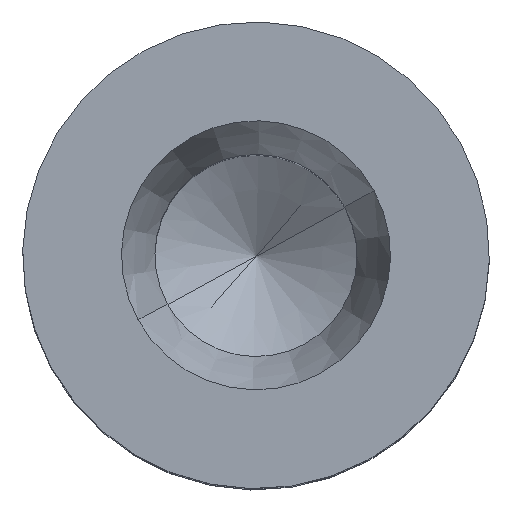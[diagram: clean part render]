
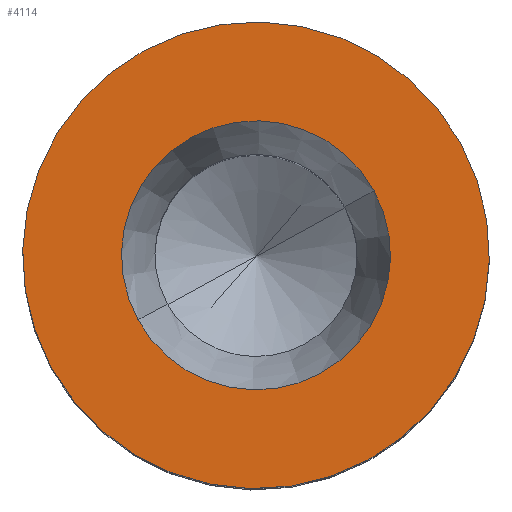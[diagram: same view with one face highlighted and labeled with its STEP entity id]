
A CAD part, top view. The second image highlights one B-rep face of the part: STEP entity #4114.
In plain terms, the highlighted planar face has unit normal (0, 0, 1).
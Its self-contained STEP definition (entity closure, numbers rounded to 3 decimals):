
#4051=AXIS2_PLACEMENT_3D('Circle Axis2P3D',#4049,#4050,$) ;
#4077=AXIS2_PLACEMENT_3D('Circle Axis2P3D',#4075,#4076,$) ;
#4090=AXIS2_PLACEMENT_3D('Plane Axis2P3D',#4087,#4088,#4089) ;
#4098=AXIS2_PLACEMENT_3D('Circle Axis2P3D',#4096,#4097,$) ;
#4107=AXIS2_PLACEMENT_3D('Circle Axis2P3D',#4105,#4106,$) ;
#4049=CARTESIAN_POINT('Axis2P3D Location',(6.35,6.35,37.5)) ;
#4053=CARTESIAN_POINT('Vertex',(11.923,9.394,37.5)) ;
#4055=CARTESIAN_POINT('Vertex',(0.777,3.306,37.5)) ;
#4075=CARTESIAN_POINT('Axis2P3D Location',(6.35,6.35,37.5)) ;
#4087=CARTESIAN_POINT('Axis2P3D Location',(10.01,6.35,37.5)) ;
#4096=CARTESIAN_POINT('Axis2P3D Location',(6.35,6.35,37.5)) ;
#4100=CARTESIAN_POINT('Vertex',(9.562,8.105,37.5)) ;
#4102=CARTESIAN_POINT('Vertex',(3.138,4.595,37.5)) ;
#4105=CARTESIAN_POINT('Axis2P3D Location',(6.35,6.35,37.5)) ;
#4050=DIRECTION('Axis2P3D Direction',(0.,-0.,1.)) ;
#4076=DIRECTION('Axis2P3D Direction',(0.,-0.,1.)) ;
#4088=DIRECTION('Axis2P3D Direction',(0.,0.,1.)) ;
#4089=DIRECTION('Axis2P3D XDirection',(-1.,0.,0.)) ;
#4097=DIRECTION('Axis2P3D Direction',(0.,0.,1.)) ;
#4106=DIRECTION('Axis2P3D Direction',(0.,0.,1.)) ;
#4093=ORIENTED_EDGE('',*,*,#4079,.T.) ;
#4094=ORIENTED_EDGE('',*,*,#4057,.T.) ;
#4111=ORIENTED_EDGE('',*,*,#4104,.F.) ;
#4112=ORIENTED_EDGE('',*,*,#4109,.F.) ;
#4113=FACE_BOUND('',#4110,.T.) ;
#4114=ADVANCED_FACE('KOBU_16MM_100A',(#4095,#4113),#4091,.T.) ;
#4052=CIRCLE('generated circle',#4051,6.35) ;
#4078=CIRCLE('generated circle',#4077,6.35) ;
#4099=CIRCLE('generated circle',#4098,3.66) ;
#4108=CIRCLE('generated circle',#4107,3.66) ;
#4057=EDGE_CURVE('',#4054,#4056,#4052,.T.) ;
#4079=EDGE_CURVE('',#4056,#4054,#4078,.T.) ;
#4104=EDGE_CURVE('',#4101,#4103,#4099,.T.) ;
#4109=EDGE_CURVE('',#4103,#4101,#4108,.T.) ;
#4092=EDGE_LOOP('',(#4093,#4094)) ;
#4110=EDGE_LOOP('',(#4111,#4112)) ;
#4095=FACE_OUTER_BOUND('',#4092,.T.) ;
#4091=PLANE('',#4090) ;
#4054=VERTEX_POINT('',#4053) ;
#4056=VERTEX_POINT('',#4055) ;
#4101=VERTEX_POINT('',#4100) ;
#4103=VERTEX_POINT('',#4102) ;
